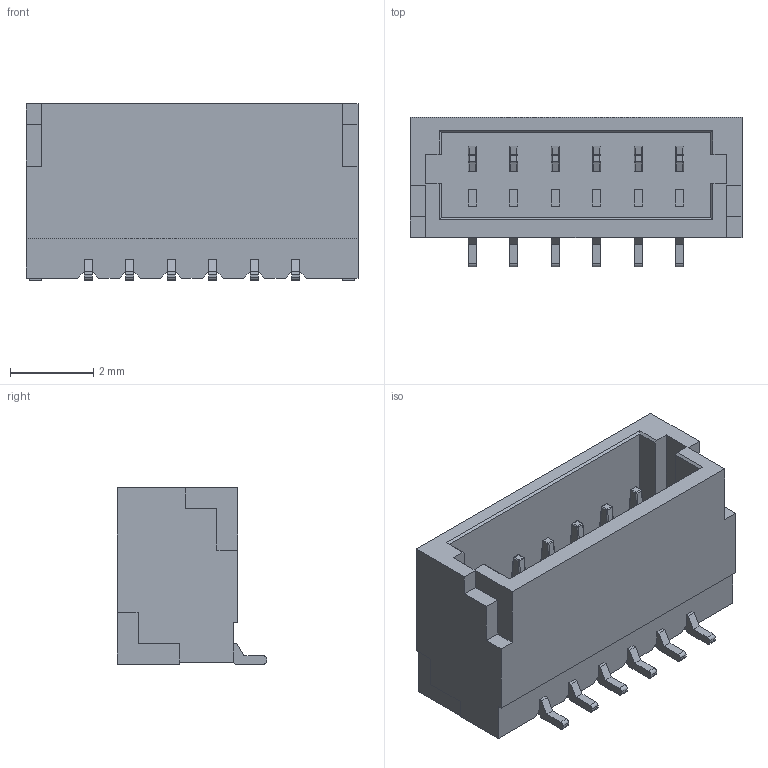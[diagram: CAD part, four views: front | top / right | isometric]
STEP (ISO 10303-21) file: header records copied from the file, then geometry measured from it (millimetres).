
FILE_DESCRIPTION(('FreeCAD Model'),'2;1');
FILE_NAME('BM06B_SRSS_TB.step','2018-02-13T14:16:24',( 'kicad StepUp'),('ksu MCAD'),'Open CASCADE STEP processor 6.8', 'FreeCAD','Unknown');
FILE_SCHEMA(('AUTOMOTIVE_DESIGN_CC2 { 1 2 10303 214 -1 1 5 4 }'));
Length unit declared in the file: millimetre
Products named in the file (1): BM06B_SRSS_TB
Bounding box: 8 x 3.6 x 4.25 mm (x, y, z)
Volume: 51.6 mm3; surface area: 225.5 mm2
Topology: 1 solids, 1 shells, 293 faces, 775 edges, 474 vertices
Faces by surface type: plane 209, cylinder 60, sphere 24
Entity records: 10745 total; most frequent: CARTESIAN_POINT 1663, ORIENTED_EDGE 1502, DIRECTION 1387, EDGE_CURVE 751, LINE 607, VECTOR 607, VERTEX_POINT 474, AXIS2_PLACEMENT_3D 390
